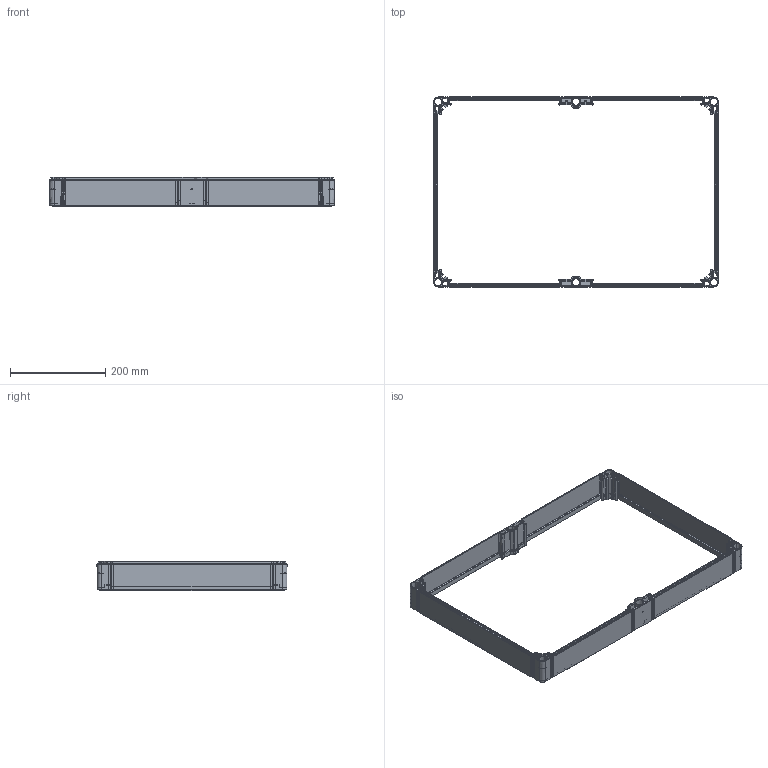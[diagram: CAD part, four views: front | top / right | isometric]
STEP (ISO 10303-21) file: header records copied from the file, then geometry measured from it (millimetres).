
FILE_DESCRIPTION((''),'2;1');
FILE_NAME('OPCP406006E','2017-05-24T',('kjell_andersson'),(''),'CREO PARAMETRIC BY PTC INC, 2015290','CREO PARAMETRIC BY PTC INC, 2015290','');
FILE_SCHEMA(('AUTOMOTIVE_DESIGN { 1 0 10303 214 1 1 1 1 }'));
Products named in the file (1): OPCP406006E
Bounding box: 599.97 x 399.97 x 61.51 mm (x, y, z)
Volume: 602079.8 mm3; surface area: 356598.2 mm2
Topology: 1 solids, 1 shells, 2175 faces, 5758 edges, 3587 vertices
Faces by surface type: plane 1014, cone 416, cylinder 366, torus 250, bspline 113, sphere 16
Entity records: 90320 total; most frequent: CARTESIAN_POINT 19198, ORIENTED_EDGE 11460, DIRECTION 10792, PRESENTATION_STYLE_ASSIGNMENT 5731, STYLED_ITEM 5731, CURVE_STYLE 5730, EDGE_CURVE 5730, AXIS2_PLACEMENT_3D 3792
